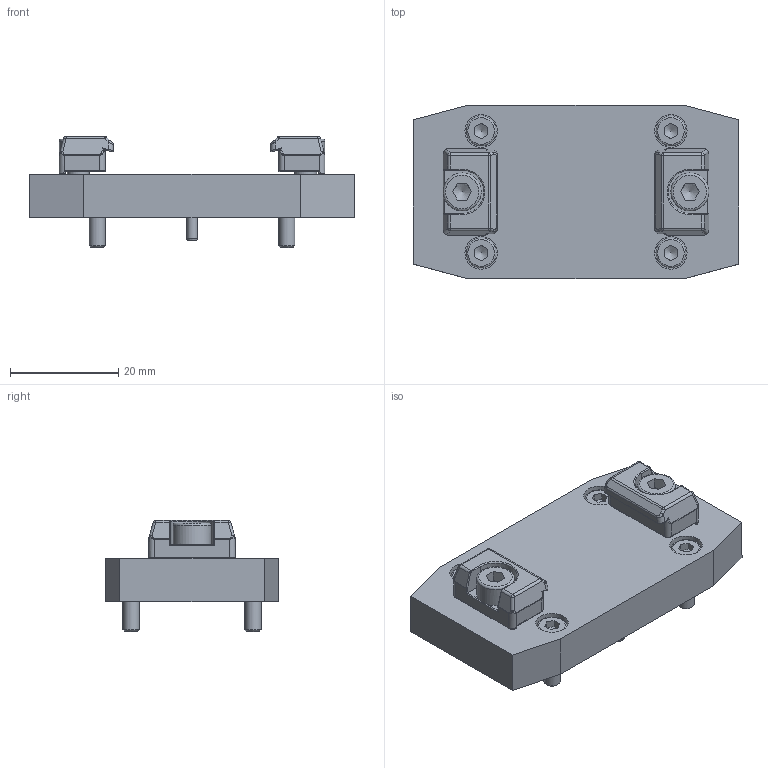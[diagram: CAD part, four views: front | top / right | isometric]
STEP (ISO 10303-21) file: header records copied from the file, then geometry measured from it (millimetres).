
FILE_DESCRIPTION(/* description */ (''),/* implementation_level */ '2;1');
FILE_NAME(/* name */ 'CAD_110994.stp',/* time_stamp */ '2021-03-17T13:59:25+01:00',/* author */ ('rfeldin'),/* organization */ (''),/* preprocessor_version */ 'ST-DEVELOPER v18',/* originating_system */ 'Autodesk Inventor 2020',/* authorisation */ '');
FILE_SCHEMA (('CONFIG_CONTROL_DESIGN'));
Length unit declared in the file: millimetre
Products named in the file (1): CAD_110994
Bounding box: 60 x 32 x 20.5 mm (x, y, z)
Volume: 16488.4 mm3; surface area: 7836.2 mm2
Topology: 1 solids, 3 shells, 328 faces, 802 edges, 498 vertices
Faces by surface type: plane 108, cylinder 104, bspline 52, torus 30, sphere 18, cone 16
Full cylindrical faces by diameter (mm): 2 x4, 3 x4, 3.242 x2, 3.5 x4, 4 x2, 4.5 x2, 5.5 x4, 6 x4, 7 x2
Entity records: 11140 total; most frequent: CARTESIAN_POINT 3095, DIRECTION 1648, ORIENTED_EDGE 1584, EDGE_CURVE 792, AXIS2_PLACEMENT_3D 673, VERTEX_POINT 498, EDGE_LOOP 360, CIRCLE 332
